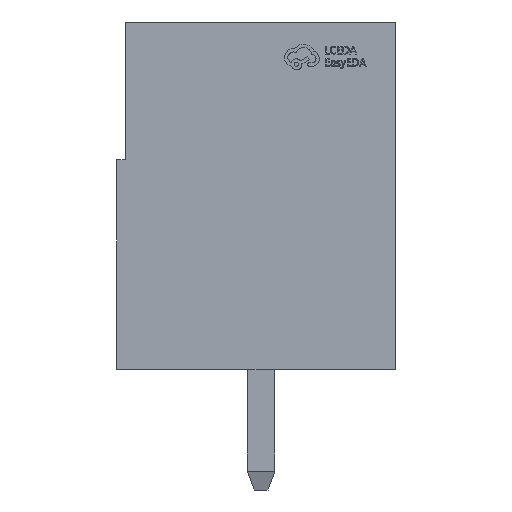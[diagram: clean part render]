
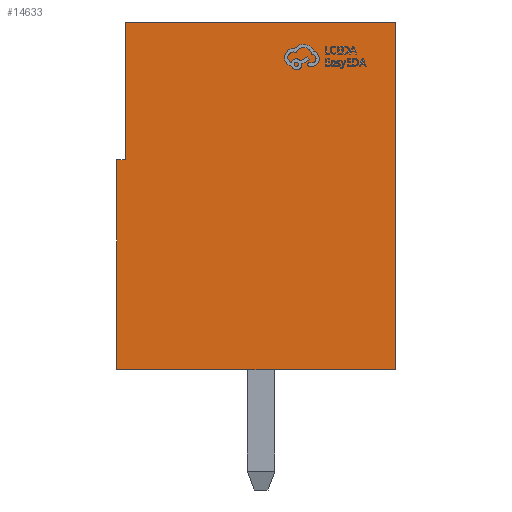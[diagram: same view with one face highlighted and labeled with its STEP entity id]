
A CAD part, left-side view. The second image highlights one B-rep face of the part: STEP entity #14633.
In plain terms, the highlighted planar face has unit normal (-1, 0, 0).
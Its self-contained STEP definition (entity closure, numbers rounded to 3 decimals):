
#206 = VECTOR ( 'NONE', #2262, 1000. ) ;
#704 = CARTESIAN_POINT ( 'NONE',  ( -6.01, 3.95, 6.1 ) ) ;
#1654 = ORIENTED_EDGE ( 'NONE', *, *, #7689, .T. ) ;
#2181 = ORIENTED_EDGE ( 'NONE', *, *, #9588, .T. ) ;
#2262 = DIRECTION ( 'NONE',  ( 0., 0., 1. ) ) ;
#2670 = VERTEX_POINT ( 'NONE', #6655 ) ;
#2723 = EDGE_CURVE ( 'NONE', #5801, #12548, #7242, .T. ) ;
#3416 = DIRECTION ( 'NONE',  ( 1., 0., 0. ) ) ;
#3433 = EDGE_CURVE ( 'NONE', #2670, #6243, #15965, .T. ) ;
#3578 = AXIS2_PLACEMENT_3D ( 'NONE', #15288, #3416, #12610 ) ;
#3986 = EDGE_LOOP ( 'NONE', ( #11830, #11423, #15272, #2181, #1654, #13220 ) ) ;
#4094 = CARTESIAN_POINT ( 'NONE',  ( -6.01, 4.2, 6.1 ) ) ;
#4423 = EDGE_CURVE ( 'NONE', #6243, #5801, #7542, .T. ) ;
#4482 = DIRECTION ( 'NONE',  ( 0., -1., 0. ) ) ;
#4624 = VECTOR ( 'NONE', #11671, 1000. ) ;
#5801 = VERTEX_POINT ( 'NONE', #13603 ) ;
#6243 = VERTEX_POINT ( 'NONE', #704 ) ;
#6654 = CARTESIAN_POINT ( 'NONE',  ( -6.01, -3.9, 10.1 ) ) ;
#6655 = CARTESIAN_POINT ( 'NONE',  ( -6.01, 4.2, 6.1 ) ) ;
#7091 = DIRECTION ( 'NONE',  ( 0., 0., -1. ) ) ;
#7242 = LINE ( 'NONE', #11052, #13884 ) ;
#7288 = VERTEX_POINT ( 'NONE', #14328 ) ;
#7300 = PLANE ( 'NONE',  #3578 ) ;
#7542 = LINE ( 'NONE', #15439, #206 ) ;
#7689 = EDGE_CURVE ( 'NONE', #7288, #7870, #12337, .T. ) ;
#7870 = VERTEX_POINT ( 'NONE', #11683 ) ;
#8092 = DIRECTION ( 'NONE',  ( 0., -1., 0. ) ) ;
#8350 = DIRECTION ( 'NONE',  ( 0., -1., 0. ) ) ;
#8515 = VECTOR ( 'NONE', #7091, 1000. ) ;
#8562 = CARTESIAN_POINT ( 'NONE',  ( -6.01, 4.2, 10.1 ) ) ;
#9429 = CARTESIAN_POINT ( 'NONE',  ( -6.01, -3.9, 10.1 ) ) ;
#9487 = EDGE_CURVE ( 'NONE', #12548, #7870, #12026, .T. ) ;
#9588 = EDGE_CURVE ( 'NONE', #2670, #7288, #15060, .T. ) ;
#10754 = CARTESIAN_POINT ( 'NONE',  ( -6.01, -3.9, 0. ) ) ;
#11052 = CARTESIAN_POINT ( 'NONE',  ( -6.01, -3.9, 10.1 ) ) ;
#11423 = ORIENTED_EDGE ( 'NONE', *, *, #4423, .F. ) ;
#11671 = DIRECTION ( 'NONE',  ( 0., 0., -1. ) ) ;
#11683 = CARTESIAN_POINT ( 'NONE',  ( -6.01, -3.9, 0. ) ) ;
#11830 = ORIENTED_EDGE ( 'NONE', *, *, #2723, .F. ) ;
#12026 = LINE ( 'NONE', #9429, #4624 ) ;
#12337 = LINE ( 'NONE', #10754, #15769 ) ;
#12548 = VERTEX_POINT ( 'NONE', #6654 ) ;
#12610 = DIRECTION ( 'NONE',  ( 0., 1., 0. ) ) ;
#13220 = ORIENTED_EDGE ( 'NONE', *, *, #9487, .F. ) ;
#13603 = CARTESIAN_POINT ( 'NONE',  ( -6.01, 3.95, 10.1 ) ) ;
#13884 = VECTOR ( 'NONE', #4482, 1000. ) ;
#14328 = CARTESIAN_POINT ( 'NONE',  ( -6.01, 4.2, 0. ) ) ;
#14633 = ADVANCED_FACE ( 'NONE', ( #15543 ), #7300, .F. ) ;
#15060 = LINE ( 'NONE', #8562, #8515 ) ;
#15272 = ORIENTED_EDGE ( 'NONE', *, *, #3433, .F. ) ;
#15288 = CARTESIAN_POINT ( 'NONE',  ( -6.01, -3.9, 10.1 ) ) ;
#15439 = CARTESIAN_POINT ( 'NONE',  ( -6.01, 3.95, 6.1 ) ) ;
#15543 = FACE_OUTER_BOUND ( 'NONE', #3986, .T. ) ;
#15769 = VECTOR ( 'NONE', #8350, 1000. ) ;
#15965 = LINE ( 'NONE', #4094, #16809 ) ;
#16809 = VECTOR ( 'NONE', #8092, 1000. ) ;
